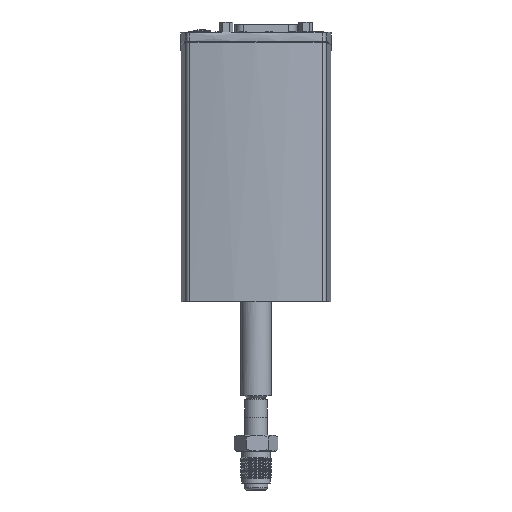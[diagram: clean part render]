
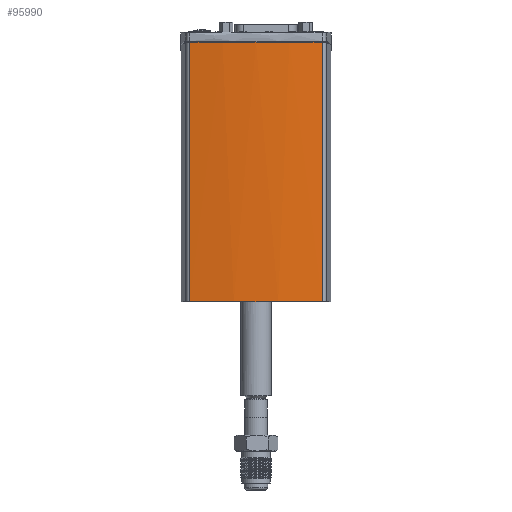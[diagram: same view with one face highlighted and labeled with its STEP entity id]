
A CAD part, left-side view. The second image highlights one B-rep face of the part: STEP entity #95990.
In plain terms, the highlighted cylindrical face has radius 170 mm (diameter 340 mm), a partial arc.
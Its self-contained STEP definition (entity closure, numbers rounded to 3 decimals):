
#1424=B_SPLINE_CURVE_WITH_KNOTS('',3,(#165447,#165448,#165449,#165450,#165451,
#165452),.UNSPECIFIED.,.F.,.F.,(4,2,4),(3.561,5.341,
6.145),.UNSPECIFIED.);
#1425=B_SPLINE_CURVE_WITH_KNOTS('',3,(#165459,#165460,#165461,#165462,#165463,
#165464),.UNSPECIFIED.,.F.,.F.,(4,2,4),(0.977,1.78,
3.561),.UNSPECIFIED.);
#2789=CYLINDRICAL_SURFACE('',#101835,170.);
#11899=LINE('',#165454,#21795);
#11900=LINE('',#165458,#21796);
#21795=VECTOR('',#122122,10.);
#21796=VECTOR('',#122125,10.);
#26637=FACE_OUTER_BOUND('',#31814,.T.);
#31814=EDGE_LOOP('',(#77255,#77256,#77257,#77258,#77259));
#34215=CIRCLE('',#101836,170.);
#42231=VERTEX_POINT('',#165445);
#42232=VERTEX_POINT('',#165446);
#42233=VERTEX_POINT('',#165453);
#42234=VERTEX_POINT('',#165455);
#42235=VERTEX_POINT('',#165457);
#54401=EDGE_CURVE('',#42231,#42232,#1424,.T.);
#54402=EDGE_CURVE('',#42233,#42232,#11899,.T.);
#54403=EDGE_CURVE('',#42234,#42233,#34215,.T.);
#54404=EDGE_CURVE('',#42234,#42235,#11900,.T.);
#54405=EDGE_CURVE('',#42235,#42231,#1425,.T.);
#77255=ORIENTED_EDGE('',*,*,#54401,.T.);
#77256=ORIENTED_EDGE('',*,*,#54402,.F.);
#77257=ORIENTED_EDGE('',*,*,#54403,.F.);
#77258=ORIENTED_EDGE('',*,*,#54404,.T.);
#77259=ORIENTED_EDGE('',*,*,#54405,.T.);
#95990=ADVANCED_FACE('',(#26637),#2789,.T.);
#101835=AXIS2_PLACEMENT_3D('',#165444,#122120,#122121);
#101836=AXIS2_PLACEMENT_3D('',#165456,#122123,#122124);
#122120=DIRECTION('center_axis',(0.,0.,
1.));
#122121=DIRECTION('ref_axis',(-1.,0.,0.));
#122122=DIRECTION('',(0.,0.,1.));
#122123=DIRECTION('center_axis',(0.,0.,
-1.));
#122124=DIRECTION('ref_axis',(1.,0.,0.));
#122125=DIRECTION('',(0.,0.,1.));
#165444=CARTESIAN_POINT('Origin',(138.5,0.,
9.));
#165445=CARTESIAN_POINT('',(-31.5,0.,117.2));
#165446=CARTESIAN_POINT('',(-29.245,27.596,117.186));
#165447=CARTESIAN_POINT('Ctrl Pts',(-31.5,0.,
117.2));
#165448=CARTESIAN_POINT('Ctrl Pts',(-31.5,5.934,
117.2));
#165449=CARTESIAN_POINT('Ctrl Pts',(-31.169,12.447,
117.201));
#165450=CARTESIAN_POINT('Ctrl Pts',(-30.117,21.836,
117.195));
#165451=CARTESIAN_POINT('Ctrl Pts',(-29.714,24.748,
117.192));
#165452=CARTESIAN_POINT('Ctrl Pts',(-29.245,27.596,117.186));
#165453=CARTESIAN_POINT('',(-29.245,27.596,9.));
#165454=CARTESIAN_POINT('',(-29.245,27.596,9.));
#165455=CARTESIAN_POINT('',(-29.245,-27.596,9.));
#165456=CARTESIAN_POINT('Origin',(138.5,0.,
9.));
#165457=CARTESIAN_POINT('',(-29.245,-27.596,117.186));
#165458=CARTESIAN_POINT('',(-29.245,-27.596,9.));
#165459=CARTESIAN_POINT('Ctrl Pts',(-29.245,-27.596,
117.186));
#165460=CARTESIAN_POINT('Ctrl Pts',(-29.714,-24.748,
117.192));
#165461=CARTESIAN_POINT('Ctrl Pts',(-30.117,-21.836,
117.195));
#165462=CARTESIAN_POINT('Ctrl Pts',(-31.169,-12.447,
117.201));
#165463=CARTESIAN_POINT('Ctrl Pts',(-31.5,-5.934,
117.2));
#165464=CARTESIAN_POINT('Ctrl Pts',(-31.5,0.,
117.2));
